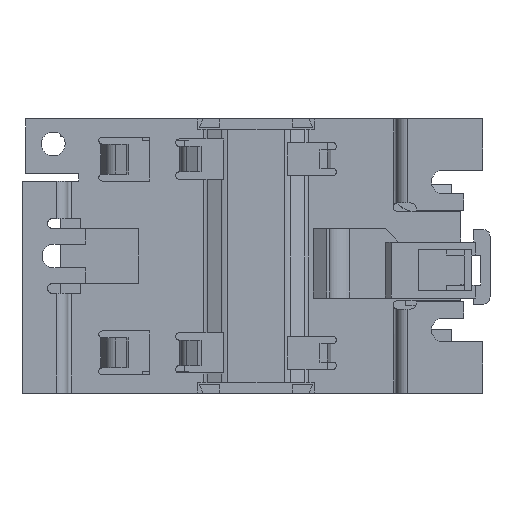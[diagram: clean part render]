
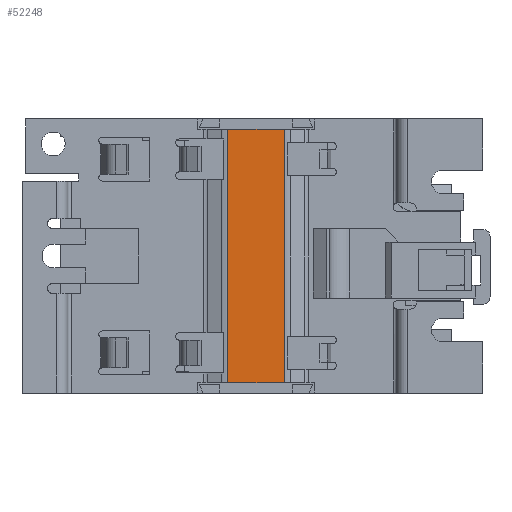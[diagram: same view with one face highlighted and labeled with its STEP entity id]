
A CAD part, front view. The second image highlights one B-rep face of the part: STEP entity #52248.
In plain terms, the highlighted planar face has unit normal (0, -1, 0).
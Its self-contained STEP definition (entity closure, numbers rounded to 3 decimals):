
#1871 = ORIENTED_EDGE ( 'NONE', *, *, #2335, .F. ) ;
#2335 = EDGE_CURVE ( 'NONE', #50069, #57867, #27732, .T. ) ;
#7581 = EDGE_CURVE ( 'NONE', #50069, #66459, #60431, .T. ) ;
#9263 = CARTESIAN_POINT ( 'NONE',  ( -7.698, -4., 34.6 ) ) ;
#10732 = VECTOR ( 'NONE', #32431, 1000. ) ;
#12457 = LINE ( 'NONE', #38299, #72749 ) ;
#12588 = LINE ( 'NONE', #49934, #10732 ) ;
#15394 = VECTOR ( 'NONE', #28696, 1000. ) ;
#16691 = EDGE_CURVE ( 'NONE', #57867, #48027, #12457, .T. ) ;
#22158 = CARTESIAN_POINT ( 'NONE',  ( 7.698, -4., 163.896 ) ) ;
#22913 = ORIENTED_EDGE ( 'NONE', *, *, #44405, .T. ) ;
#27732 = LINE ( 'NONE', #39343, #72486 ) ;
#28026 = DIRECTION ( 'NONE',  ( 0., -1., 0. ) ) ;
#28696 = DIRECTION ( 'NONE',  ( 0., 0., -1. ) ) ;
#32431 = DIRECTION ( 'NONE',  ( 1., 0., 0. ) ) ;
#32892 = DIRECTION ( 'NONE',  ( 0., 0., -1. ) ) ;
#38299 = CARTESIAN_POINT ( 'NONE',  ( 7.698, -4., 163.896 ) ) ;
#39343 = CARTESIAN_POINT ( 'NONE',  ( 0., -4., 34.6 ) ) ;
#40620 = EDGE_LOOP ( 'NONE', ( #75802, #22913, #61521, #1871 ) ) ;
#41570 = AXIS2_PLACEMENT_3D ( 'NONE', #22158, #28026, #68964 ) ;
#44405 = EDGE_CURVE ( 'NONE', #66459, #48027, #12588, .T. ) ;
#44889 = CARTESIAN_POINT ( 'NONE',  ( -7.698, -4., -34.6 ) ) ;
#45255 = DIRECTION ( 'NONE',  ( 1., 0., 0. ) ) ;
#48027 = VERTEX_POINT ( 'NONE', #56124 ) ;
#49934 = CARTESIAN_POINT ( 'NONE',  ( 0., -4., -34.6 ) ) ;
#50069 = VERTEX_POINT ( 'NONE', #9263 ) ;
#52248 = ADVANCED_FACE ( 'NONE', ( #59944 ), #57346, .T. ) ;
#56124 = CARTESIAN_POINT ( 'NONE',  ( 7.698, -4., -34.6 ) ) ;
#57346 = PLANE ( 'NONE',  #41570 ) ;
#57867 = VERTEX_POINT ( 'NONE', #67114 ) ;
#59944 = FACE_OUTER_BOUND ( 'NONE', #40620, .T. ) ;
#60431 = LINE ( 'NONE', #63848, #15394 ) ;
#61521 = ORIENTED_EDGE ( 'NONE', *, *, #16691, .F. ) ;
#63848 = CARTESIAN_POINT ( 'NONE',  ( -7.698, -4., 163.896 ) ) ;
#66459 = VERTEX_POINT ( 'NONE', #44889 ) ;
#67114 = CARTESIAN_POINT ( 'NONE',  ( 7.698, -4., 34.6 ) ) ;
#68964 = DIRECTION ( 'NONE',  ( 0., 0., -1. ) ) ;
#72486 = VECTOR ( 'NONE', #45255, 1000. ) ;
#72749 = VECTOR ( 'NONE', #32892, 1000. ) ;
#75802 = ORIENTED_EDGE ( 'NONE', *, *, #7581, .T. ) ;
